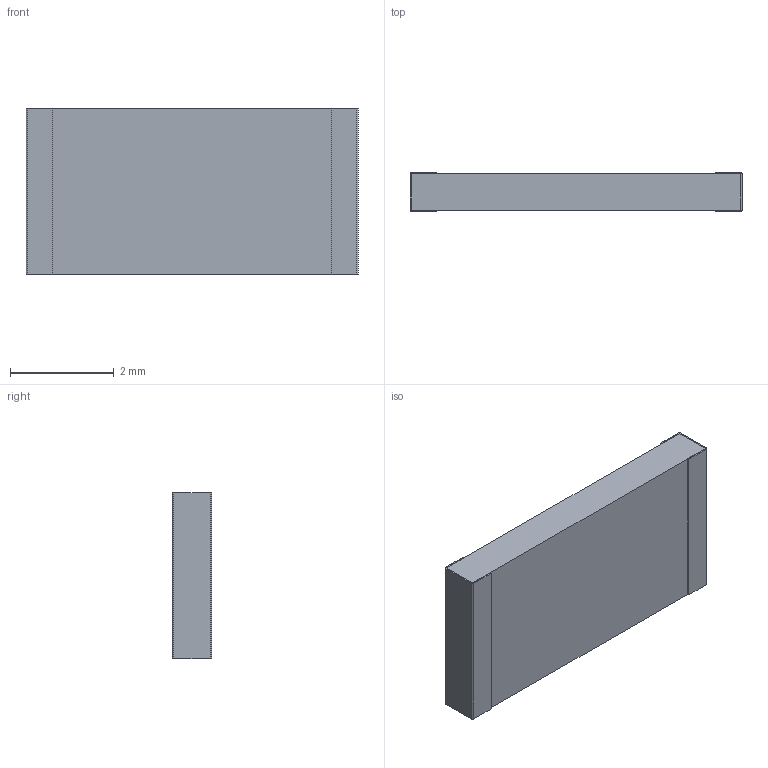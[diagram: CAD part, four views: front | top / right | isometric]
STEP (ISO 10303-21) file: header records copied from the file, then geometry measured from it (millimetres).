
FILE_DESCRIPTION( /* description */ (''), /* implementation_level */ '2;1');
FILE_NAME( /* name */ 'THJP2512A.stp', /* time_stamp */ '2019-12-03T16:20:57-06:00', /* author */ ('Neil'), /* organization */ (''), /* preprocessor_version */ 'ST-DEVELOPER v15.2', /* originating_system */ 'Autodesk Inventor LT ', /* authorisation */ '');
FILE_SCHEMA (('AUTOMOTIVE_DESIGN { 1 0 10303 214 3 1 1 }'));
Length unit declared in the file: inch
Products named in the file (1): THJP2512A
Bounding box: 6.4 x 0.76 x 3.2 mm (x, y, z)
Volume: 14.7 mm3; surface area: 76.7 mm2
Topology: 3 solids, 3 shells, 30 faces, 72 edges, 48 vertices
Faces by surface type: plane 26, cylinder 4
Entity records: 902 total; most frequent: CARTESIAN_POINT 151, ORIENTED_EDGE 144, DIRECTION 142, EDGE_CURVE 72, LINE 64, VECTOR 64, VERTEX_POINT 48, AXIS2_PLACEMENT_3D 39
